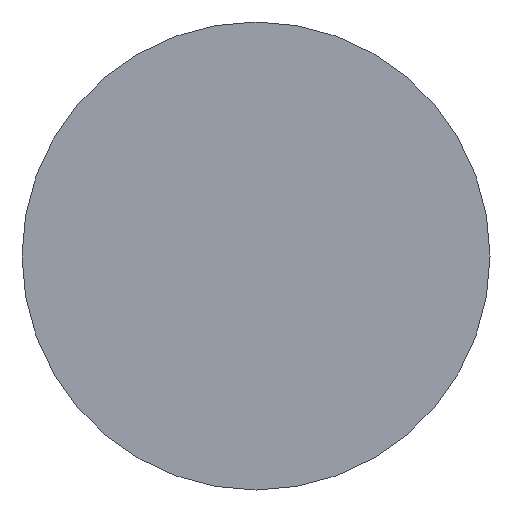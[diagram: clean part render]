
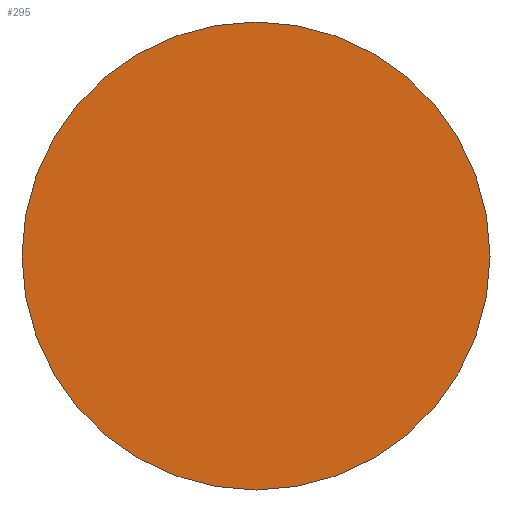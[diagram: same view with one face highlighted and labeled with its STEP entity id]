
A CAD part, front view. The second image highlights one B-rep face of the part: STEP entity #295.
In plain terms, the highlighted planar face has unit normal (0, -1, 0).
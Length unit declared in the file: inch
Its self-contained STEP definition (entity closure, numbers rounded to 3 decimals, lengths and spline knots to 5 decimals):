
#7 = ORIENTED_EDGE ( 'NONE', *, *, #401, .T. ) ;
#23 = AXIS2_PLACEMENT_3D ( 'NONE', #74, #455, #66 ) ;
#66 = DIRECTION ( 'NONE',  ( 0., 0., -1. ) ) ;
#74 = CARTESIAN_POINT ( 'NONE',  ( 0., 0., 0. ) ) ;
#86 = AXIS2_PLACEMENT_3D ( 'NONE', #102, #418, #168 ) ;
#89 = CARTESIAN_POINT ( 'NONE',  ( 0., 0., 0. ) ) ;
#102 = CARTESIAN_POINT ( 'NONE',  ( 0., 0., 0. ) ) ;
#168 = DIRECTION ( 'NONE',  ( 0., 0., -1. ) ) ;
#192 = DIRECTION ( 'NONE',  ( 0., -1., 0. ) ) ;
#202 = EDGE_CURVE ( 'NONE', #263, #332, #276, .T. ) ;
#228 = FACE_OUTER_BOUND ( 'NONE', #440, .T. ) ;
#261 = CIRCLE ( 'NONE', #23, 0.25 ) ;
#263 = VERTEX_POINT ( 'NONE', #431 ) ;
#266 = CARTESIAN_POINT ( 'NONE',  ( 0., 0., -0.25 ) ) ;
#276 = CIRCLE ( 'NONE', #86, 0.25 ) ;
#295 = ADVANCED_FACE ( 'NONE', ( #228 ), #300, .T. ) ;
#300 = PLANE ( 'NONE',  #369 ) ;
#332 = VERTEX_POINT ( 'NONE', #266 ) ;
#369 = AXIS2_PLACEMENT_3D ( 'NONE', #89, #192, #406 ) ;
#383 = ORIENTED_EDGE ( 'NONE', *, *, #202, .T. ) ;
#401 = EDGE_CURVE ( 'NONE', #332, #263, #261, .T. ) ;
#406 = DIRECTION ( 'NONE',  ( 0., 0., -1. ) ) ;
#418 = DIRECTION ( 'NONE',  ( 0., -1., 0. ) ) ;
#431 = CARTESIAN_POINT ( 'NONE',  ( 0., 0., 0.25 ) ) ;
#440 = EDGE_LOOP ( 'NONE', ( #7, #383 ) ) ;
#455 = DIRECTION ( 'NONE',  ( 0., -1., 0. ) ) ;
